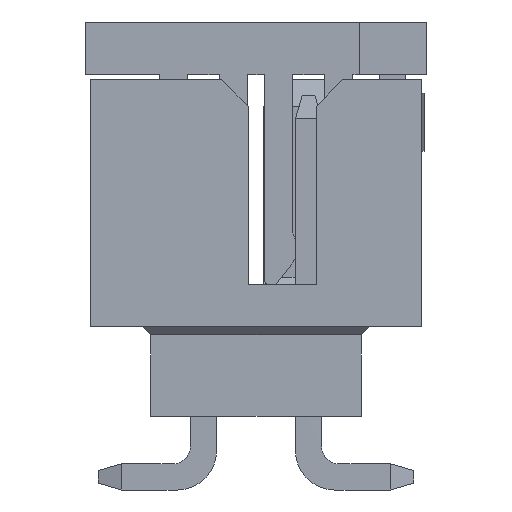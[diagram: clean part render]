
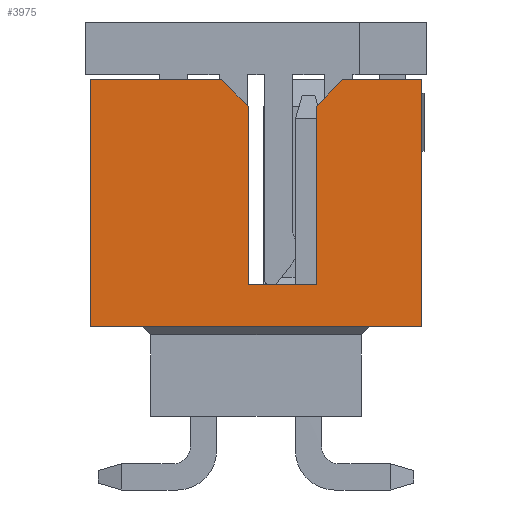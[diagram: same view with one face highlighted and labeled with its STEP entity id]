
A CAD part, left-side view. The second image highlights one B-rep face of the part: STEP entity #3975.
In plain terms, the highlighted planar face has unit normal (-1, 0, 0).
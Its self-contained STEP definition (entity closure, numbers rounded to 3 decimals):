
#3632=CARTESIAN_POINT('',(-11.325,3.15,0.));
#3633=VERTEX_POINT('',#3632);
#3640=CARTESIAN_POINT('',(-11.325,3.15,4.7));
#3641=VERTEX_POINT('',#3640);
#3642=CARTESIAN_POINT('',(-11.325,3.15,0.));
#3643=DIRECTION('',(0.,0.,1.));
#3644=VECTOR('',#3643,4.7);
#3645=LINE('',#3642,#3644);
#3646=EDGE_CURVE('',#3633,#3641,#3645,.T.);
#3662=CARTESIAN_POINT('',(-11.325,0.65,4.7));
#3663=VERTEX_POINT('',#3662);
#3664=CARTESIAN_POINT('',(-11.325,3.15,4.7));
#3665=DIRECTION('',(0.,-1.,0.));
#3666=VECTOR('',#3665,2.5);
#3667=LINE('',#3664,#3666);
#3668=EDGE_CURVE('',#3641,#3663,#3667,.T.);
#3731=CARTESIAN_POINT('',(-11.325,-3.15,4.7));
#3732=VERTEX_POINT('',#3731);
#3739=CARTESIAN_POINT('',(-11.325,-3.15,0.));
#3740=VERTEX_POINT('',#3739);
#3741=CARTESIAN_POINT('',(-11.325,-3.15,4.7));
#3742=DIRECTION('',(0.,0.,-1.));
#3743=VECTOR('',#3742,4.7);
#3744=LINE('',#3741,#3743);
#3745=EDGE_CURVE('',#3732,#3740,#3744,.T.);
#3892=CARTESIAN_POINT('',(-11.325,-3.15,0.));
#3893=DIRECTION('',(0.,1.,0.));
#3894=VECTOR('',#3893,6.3);
#3895=LINE('',#3892,#3894);
#3896=EDGE_CURVE('',#3740,#3633,#3895,.T.);
#3918=CARTESIAN_POINT('',(-11.325,3.15,4.7));
#3919=DIRECTION('',(0.,0.,-1.));
#3920=DIRECTION('',(-1.,-0.,-0.));
#3921=AXIS2_PLACEMENT_3D('',#3918,#3920,#3919);
#3922=PLANE('',#3921);
#3923=ORIENTED_EDGE('',*,*,#3745,.F.);
#3924=CARTESIAN_POINT('',(-11.325,-1.65,4.7));
#3925=VERTEX_POINT('',#3924);
#3926=CARTESIAN_POINT('',(-11.325,-3.15,4.7));
#3927=DIRECTION('',(0.,1.,0.));
#3928=VECTOR('',#3927,1.5);
#3929=LINE('',#3926,#3928);
#3930=EDGE_CURVE('',#3732,#3925,#3929,.T.);
#3931=ORIENTED_EDGE('',*,*,#3930,.T.);
#3932=CARTESIAN_POINT('',(-11.325,-1.15,4.2));
#3933=VERTEX_POINT('',#3932);
#3934=CARTESIAN_POINT('',(-11.325,-1.65,4.7));
#3935=DIRECTION('',(0.,0.707,-0.707));
#3936=VECTOR('',#3935,0.707);
#3937=LINE('',#3934,#3936);
#3938=EDGE_CURVE('',#3925,#3933,#3937,.T.);
#3939=ORIENTED_EDGE('',*,*,#3938,.T.);
#3940=CARTESIAN_POINT('',(-11.325,-1.15,0.8));
#3941=VERTEX_POINT('',#3940);
#3942=CARTESIAN_POINT('',(-11.325,-1.15,4.2));
#3943=DIRECTION('',(0.,0.,-1.));
#3944=VECTOR('',#3943,3.4);
#3945=LINE('',#3942,#3944);
#3946=EDGE_CURVE('',#3933,#3941,#3945,.T.);
#3947=ORIENTED_EDGE('',*,*,#3946,.T.);
#3948=CARTESIAN_POINT('',(-11.325,0.15,0.8));
#3949=VERTEX_POINT('',#3948);
#3950=CARTESIAN_POINT('',(-11.325,0.15,0.8));
#3951=DIRECTION('',(0.,-1.,0.));
#3952=VECTOR('',#3951,1.3);
#3953=LINE('',#3950,#3952);
#3954=EDGE_CURVE('',#3949,#3941,#3953,.T.);
#3955=ORIENTED_EDGE('',*,*,#3954,.F.);
#3956=CARTESIAN_POINT('',(-11.325,0.15,4.2));
#3957=VERTEX_POINT('',#3956);
#3958=CARTESIAN_POINT('',(-11.325,0.15,0.8));
#3959=DIRECTION('',(0.,0.,1.));
#3960=VECTOR('',#3959,3.4);
#3961=LINE('',#3958,#3960);
#3962=EDGE_CURVE('',#3949,#3957,#3961,.T.);
#3963=ORIENTED_EDGE('',*,*,#3962,.T.);
#3964=CARTESIAN_POINT('',(-11.325,0.15,4.2));
#3965=DIRECTION('',(0.,0.707,0.707));
#3966=VECTOR('',#3965,0.707);
#3967=LINE('',#3964,#3966);
#3968=EDGE_CURVE('',#3957,#3663,#3967,.T.);
#3969=ORIENTED_EDGE('',*,*,#3968,.T.);
#3970=ORIENTED_EDGE('',*,*,#3668,.F.);
#3971=ORIENTED_EDGE('',*,*,#3646,.F.);
#3972=ORIENTED_EDGE('',*,*,#3896,.F.);
#3973=EDGE_LOOP('',(#3923,#3931,#3939,#3947,#3955,#3963,#3969,#3970,#3971,#3972));
#3974=FACE_OUTER_BOUND('',#3973,.T.);
#3975=ADVANCED_FACE('',(#3974),#3922,.T.);
